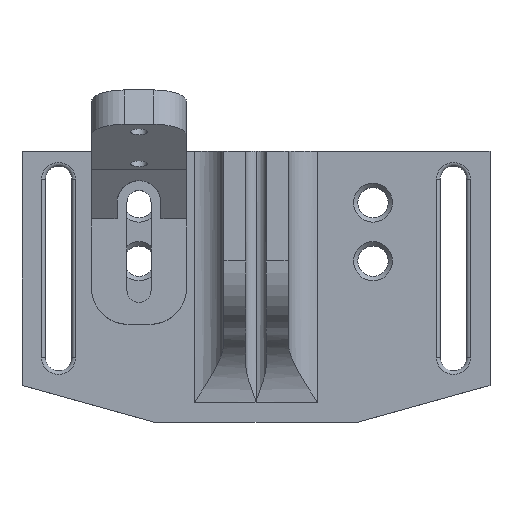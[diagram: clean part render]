
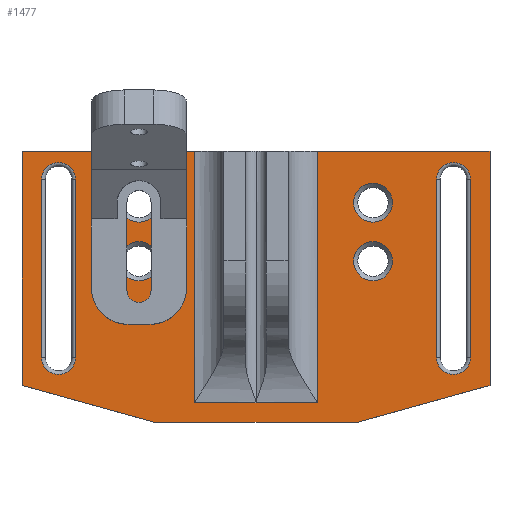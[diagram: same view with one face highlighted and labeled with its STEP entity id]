
A CAD part, top view. The second image highlights one B-rep face of the part: STEP entity #1477.
In plain terms, the highlighted planar face has unit normal (0, 0, 1).
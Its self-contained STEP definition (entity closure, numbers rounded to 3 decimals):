
#48=FACE_BOUND('',#241,.T.);
#49=FACE_BOUND('',#242,.T.);
#50=FACE_BOUND('',#243,.T.);
#51=FACE_BOUND('',#244,.T.);
#52=FACE_BOUND('',#245,.T.);
#53=FACE_BOUND('',#246,.T.);
#86=PLANE('',#1626);
#150=FACE_OUTER_BOUND('',#240,.T.);
#240=EDGE_LOOP('',(#1221,#1222,#1223,#1224,#1225,#1226,#1227,#1228,#1229,
#1230,#1231));
#241=EDGE_LOOP('',(#1232));
#242=EDGE_LOOP('',(#1233));
#243=EDGE_LOOP('',(#1234,#1235,#1236,#1237));
#244=EDGE_LOOP('',(#1238,#1239,#1240,#1241));
#245=EDGE_LOOP('',(#1242));
#246=EDGE_LOOP('',(#1243));
#335=LINE('',#2295,#463);
#340=LINE('',#2332,#468);
#345=LINE('',#2350,#473);
#351=LINE('',#2369,#479);
#354=LINE('',#2384,#482);
#369=LINE('',#2447,#497);
#372=LINE('',#2451,#500);
#374=LINE('',#2471,#502);
#375=LINE('',#2472,#503);
#376=LINE('',#2474,#504);
#377=LINE('',#2476,#505);
#378=LINE('',#2478,#506);
#379=LINE('',#2479,#507);
#380=LINE('',#2482,#508);
#381=LINE('',#2486,#509);
#463=VECTOR('',#1835,10.);
#468=VECTOR('',#1848,10.);
#473=VECTOR('',#1867,10.);
#479=VECTOR('',#1887,10.);
#482=VECTOR('',#1904,10.);
#497=VECTOR('',#1979,10.);
#500=VECTOR('',#1984,10.);
#502=VECTOR('',#1992,10.);
#503=VECTOR('',#1993,10.);
#504=VECTOR('',#1994,10.);
#505=VECTOR('',#1995,10.);
#506=VECTOR('',#1996,10.);
#507=VECTOR('',#1997,10.);
#508=VECTOR('',#1998,10.);
#509=VECTOR('',#2001,10.);
#569=CIRCLE('',#1590,2.3);
#572=CIRCLE('',#1595,2.3);
#581=CIRCLE('',#1612,2.67);
#584=CIRCLE('',#1617,2.67);
#588=CIRCLE('',#1627,2.3);
#589=CIRCLE('',#1628,2.3);
#590=CIRCLE('',#1629,2.67);
#591=CIRCLE('',#1630,2.67);
#666=VERTEX_POINT('',#2292);
#667=VERTEX_POINT('',#2294);
#669=VERTEX_POINT('',#2300);
#675=VERTEX_POINT('',#2323);
#681=VERTEX_POINT('',#2349);
#685=VERTEX_POINT('',#2365);
#687=VERTEX_POINT('',#2368);
#690=VERTEX_POINT('',#2375);
#692=VERTEX_POINT('',#2381);
#701=VERTEX_POINT('',#2420);
#704=VERTEX_POINT('',#2430);
#709=VERTEX_POINT('',#2444);
#710=VERTEX_POINT('',#2446);
#713=VERTEX_POINT('',#2470);
#714=VERTEX_POINT('',#2473);
#715=VERTEX_POINT('',#2475);
#716=VERTEX_POINT('',#2477);
#717=VERTEX_POINT('',#2480);
#718=VERTEX_POINT('',#2481);
#719=VERTEX_POINT('',#2483);
#720=VERTEX_POINT('',#2485);
#721=VERTEX_POINT('',#2488);
#722=VERTEX_POINT('',#2490);
#824=EDGE_CURVE('',#666,#667,#335,.T.);
#833=EDGE_CURVE('',#675,#669,#340,.T.);
#842=EDGE_CURVE('',#675,#681,#345,.T.);
#851=EDGE_CURVE('',#687,#685,#351,.T.);
#856=EDGE_CURVE('',#690,#687,#569,.T.);
#859=EDGE_CURVE('',#692,#690,#354,.T.);
#861=EDGE_CURVE('',#685,#692,#572,.T.);
#878=EDGE_CURVE('',#701,#701,#581,.T.);
#883=EDGE_CURVE('',#704,#704,#584,.T.);
#890=EDGE_CURVE('',#709,#710,#369,.T.);
#893=EDGE_CURVE('',#667,#709,#372,.T.);
#897=EDGE_CURVE('',#713,#669,#374,.T.);
#898=EDGE_CURVE('',#710,#681,#375,.T.);
#899=EDGE_CURVE('',#666,#714,#376,.T.);
#900=EDGE_CURVE('',#714,#715,#377,.T.);
#901=EDGE_CURVE('',#715,#716,#378,.T.);
#902=EDGE_CURVE('',#713,#716,#379,.T.);
#903=EDGE_CURVE('',#717,#718,#380,.T.);
#904=EDGE_CURVE('',#719,#717,#588,.T.);
#905=EDGE_CURVE('',#720,#719,#381,.T.);
#906=EDGE_CURVE('',#718,#720,#589,.T.);
#907=EDGE_CURVE('',#721,#721,#590,.T.);
#908=EDGE_CURVE('',#722,#722,#591,.T.);
#1221=ORIENTED_EDGE('',*,*,#897,.T.);
#1222=ORIENTED_EDGE('',*,*,#833,.F.);
#1223=ORIENTED_EDGE('',*,*,#842,.T.);
#1224=ORIENTED_EDGE('',*,*,#898,.F.);
#1225=ORIENTED_EDGE('',*,*,#890,.F.);
#1226=ORIENTED_EDGE('',*,*,#893,.F.);
#1227=ORIENTED_EDGE('',*,*,#824,.F.);
#1228=ORIENTED_EDGE('',*,*,#899,.T.);
#1229=ORIENTED_EDGE('',*,*,#900,.T.);
#1230=ORIENTED_EDGE('',*,*,#901,.T.);
#1231=ORIENTED_EDGE('',*,*,#902,.F.);
#1232=ORIENTED_EDGE('',*,*,#878,.T.);
#1233=ORIENTED_EDGE('',*,*,#883,.T.);
#1234=ORIENTED_EDGE('',*,*,#851,.T.);
#1235=ORIENTED_EDGE('',*,*,#861,.T.);
#1236=ORIENTED_EDGE('',*,*,#859,.T.);
#1237=ORIENTED_EDGE('',*,*,#856,.T.);
#1238=ORIENTED_EDGE('',*,*,#903,.F.);
#1239=ORIENTED_EDGE('',*,*,#904,.F.);
#1240=ORIENTED_EDGE('',*,*,#905,.F.);
#1241=ORIENTED_EDGE('',*,*,#906,.F.);
#1242=ORIENTED_EDGE('',*,*,#907,.F.);
#1243=ORIENTED_EDGE('',*,*,#908,.F.);
#1477=ADVANCED_FACE('',(#150,#48,#49,#50,#51,#52,#53),#86,.T.);
#1590=AXIS2_PLACEMENT_3D('',#2378,#1897,#1898);
#1595=AXIS2_PLACEMENT_3D('',#2387,#1909,#1910);
#1612=AXIS2_PLACEMENT_3D('',#2421,#1951,#1952);
#1617=AXIS2_PLACEMENT_3D('',#2431,#1963,#1964);
#1626=AXIS2_PLACEMENT_3D('',#2469,#1990,#1991);
#1627=AXIS2_PLACEMENT_3D('',#2484,#1999,#2000);
#1628=AXIS2_PLACEMENT_3D('',#2487,#2002,#2003);
#1629=AXIS2_PLACEMENT_3D('',#2489,#2004,#2005);
#1630=AXIS2_PLACEMENT_3D('',#2491,#2006,#2007);
#1835=DIRECTION('',(-1.,0.,0.));
#1848=DIRECTION('',(1.,0.,0.));
#1867=DIRECTION('',(0.,1.,0.));
#1887=DIRECTION('',(0.,1.,0.));
#1897=DIRECTION('center_axis',(0.,0.,-1.));
#1898=DIRECTION('ref_axis',(0.,-1.,0.));
#1904=DIRECTION('',(0.,-1.,0.));
#1909=DIRECTION('center_axis',(0.,0.,-1.));
#1910=DIRECTION('ref_axis',(0.,1.,0.));
#1951=DIRECTION('center_axis',(0.,0.,-1.));
#1952=DIRECTION('ref_axis',(-1.,0.,0.));
#1963=DIRECTION('center_axis',(0.,0.,-1.));
#1964=DIRECTION('ref_axis',(-1.,0.,0.));
#1979=DIRECTION('',(0.,1.,0.));
#1984=DIRECTION('',(-0.964,0.268,0.));
#1990=DIRECTION('center_axis',(0.,0.,1.));
#1991=DIRECTION('ref_axis',(1.,0.,0.));
#1992=DIRECTION('',(-1.,0.,0.));
#1993=DIRECTION('',(1.,0.,0.));
#1994=DIRECTION('',(0.964,0.268,0.));
#1995=DIRECTION('',(0.,1.,0.));
#1996=DIRECTION('',(-1.,0.,0.));
#1997=DIRECTION('',(0.,1.,0.));
#1998=DIRECTION('',(0.,1.,0.));
#1999=DIRECTION('center_axis',(0.,0.,1.));
#2000=DIRECTION('ref_axis',(0.,-1.,0.));
#2001=DIRECTION('',(0.,-1.,0.));
#2002=DIRECTION('center_axis',(0.,0.,1.));
#2003=DIRECTION('ref_axis',(0.,1.,0.));
#2004=DIRECTION('center_axis',(0.,0.,1.));
#2005=DIRECTION('ref_axis',(1.,0.,0.));
#2006=DIRECTION('center_axis',(0.,0.,1.));
#2007=DIRECTION('ref_axis',(1.,0.,0.));
#2292=CARTESIAN_POINT('',(14.,9.,2.5));
#2294=CARTESIAN_POINT('',(-14.,9.,2.5));
#2295=CARTESIAN_POINT('',(-14.,9.,2.5));
#2300=CARTESIAN_POINT('',(0.,11.635,2.5));
#2323=CARTESIAN_POINT('',(-8.4,11.635,2.5));
#2332=CARTESIAN_POINT('',(-3.65,11.635,2.5));
#2349=CARTESIAN_POINT('',(-8.4,46.,2.5));
#2350=CARTESIAN_POINT('',(-8.4,36.75,2.5));
#2365=CARTESIAN_POINT('',(-29.3,42.2,2.5));
#2368=CARTESIAN_POINT('',(-29.3,17.8,2.5));
#2369=CARTESIAN_POINT('',(-29.3,34.85,2.5));
#2375=CARTESIAN_POINT('',(-24.7,17.8,2.5));
#2378=CARTESIAN_POINT('Origin',(-27.,17.8,2.5));
#2381=CARTESIAN_POINT('',(-24.7,42.2,2.5));
#2384=CARTESIAN_POINT('',(-24.7,22.65,2.5));
#2387=CARTESIAN_POINT('Origin',(-27.,42.2,2.5));
#2420=CARTESIAN_POINT('',(-13.33,31.,2.5));
#2421=CARTESIAN_POINT('Origin',(-16.,31.,2.5));
#2430=CARTESIAN_POINT('',(-13.33,39.,2.5));
#2431=CARTESIAN_POINT('Origin',(-16.,39.,2.5));
#2444=CARTESIAN_POINT('',(-32.,14.,2.5));
#2446=CARTESIAN_POINT('',(-32.,46.,2.5));
#2447=CARTESIAN_POINT('',(-32.,46.,2.5));
#2451=CARTESIAN_POINT('',(-14.,9.,2.5));
#2469=CARTESIAN_POINT('Origin',(16.,27.5,2.5));
#2470=CARTESIAN_POINT('',(8.4,11.635,2.5));
#2471=CARTESIAN_POINT('',(3.65,11.635,2.5));
#2472=CARTESIAN_POINT('',(0.,46.,2.5));
#2473=CARTESIAN_POINT('',(32.,14.,2.5));
#2474=CARTESIAN_POINT('',(14.,9.,2.5));
#2475=CARTESIAN_POINT('',(32.,46.,2.5));
#2476=CARTESIAN_POINT('',(32.,46.,2.5));
#2477=CARTESIAN_POINT('',(8.4,46.,2.5));
#2478=CARTESIAN_POINT('',(0.,46.,2.5));
#2479=CARTESIAN_POINT('',(8.4,36.75,2.5));
#2480=CARTESIAN_POINT('',(29.3,17.8,2.5));
#2481=CARTESIAN_POINT('',(29.3,42.2,2.5));
#2482=CARTESIAN_POINT('',(29.3,34.85,2.5));
#2483=CARTESIAN_POINT('',(24.7,17.8,2.5));
#2484=CARTESIAN_POINT('Origin',(27.,17.8,2.5));
#2485=CARTESIAN_POINT('',(24.7,42.2,2.5));
#2486=CARTESIAN_POINT('',(24.7,22.65,2.5));
#2487=CARTESIAN_POINT('Origin',(27.,42.2,2.5));
#2488=CARTESIAN_POINT('',(13.33,39.,2.5));
#2489=CARTESIAN_POINT('Origin',(16.,39.,2.5));
#2490=CARTESIAN_POINT('',(13.33,31.,2.5));
#2491=CARTESIAN_POINT('Origin',(16.,31.,2.5));
